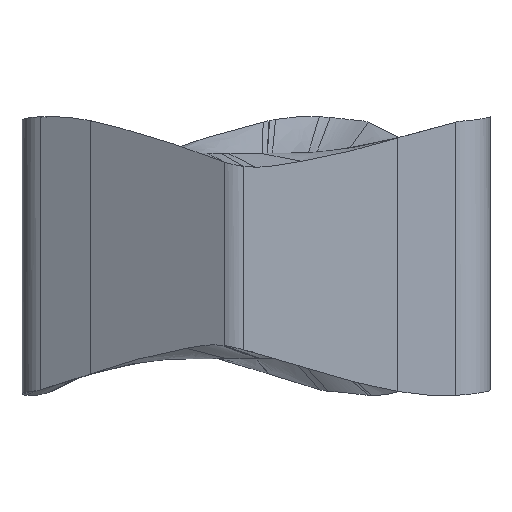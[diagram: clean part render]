
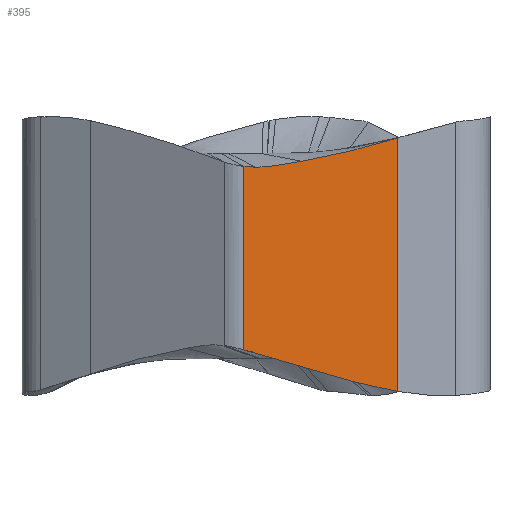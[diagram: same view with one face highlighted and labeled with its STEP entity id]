
A CAD part, left-side view. The second image highlights one B-rep face of the part: STEP entity #395.
In plain terms, the highlighted planar face has unit normal (-0.999, -0.046, 0).
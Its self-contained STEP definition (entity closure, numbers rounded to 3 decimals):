
#262=FACE_OUTER_BOUND('',#596,.T.);
#395=ADVANCED_FACE('',(#262),#427,.T.);
#427=PLANE('',#2553);
#596=EDGE_LOOP('',(#1438,#1439,#1440,#1441,#1442,#1443,#1444,#1445));
#726=LINE('',#8554,#854);
#727=LINE('',#8570,#855);
#854=VECTOR('',#2855,1.);
#855=VECTOR('',#2858,1.);
#1438=ORIENTED_EDGE('',*,*,#2040,.T.);
#1439=ORIENTED_EDGE('',*,*,#2041,.T.);
#1440=ORIENTED_EDGE('',*,*,#2039,.F.);
#1441=ORIENTED_EDGE('',*,*,#1927,.T.);
#1442=ORIENTED_EDGE('',*,*,#1925,.T.);
#1443=ORIENTED_EDGE('',*,*,#1923,.T.);
#1444=ORIENTED_EDGE('',*,*,#2042,.T.);
#1445=ORIENTED_EDGE('',*,*,#2043,.F.);
#1676=VERTEX_POINT('',#4896);
#1677=VERTEX_POINT('',#4947);
#1678=VERTEX_POINT('',#4990);
#1679=VERTEX_POINT('',#5110);
#1726=VERTEX_POINT('',#8515);
#1727=VERTEX_POINT('',#8561);
#1728=VERTEX_POINT('',#8562);
#1729=VERTEX_POINT('',#8571);
#1923=EDGE_CURVE('',#1677,#1676,#2296,.T.);
#1925=EDGE_CURVE('',#1678,#1677,#2297,.T.);
#1927=EDGE_CURVE('',#1679,#1678,#2298,.T.);
#2039=EDGE_CURVE('',#1679,#1726,#726,.T.);
#2040=EDGE_CURVE('',#1727,#1728,#2347,.T.);
#2041=EDGE_CURVE('',#1728,#1726,#2348,.T.);
#2042=EDGE_CURVE('',#1676,#1729,#727,.T.);
#2043=EDGE_CURVE('',#1727,#1729,#2349,.T.);
#2296=B_SPLINE_CURVE_WITH_KNOTS('',3,(#4942,#4943,#4944,#4945,#4946),
 .UNSPECIFIED.,.F.,.F.,(4,1,4),(0.,0.188,1.),.UNSPECIFIED.);
#2297=B_SPLINE_CURVE_WITH_KNOTS('',3,(#4977,#4978,#4979,#4980,#4981,#4982,
#4983,#4984,#4985,#4986,#4987,#4988,#4989),.UNSPECIFIED.,.F.,.F.,(4,1,1,
1,1,1,1,1,1,1,4),(0.,0.132,0.392,0.514,0.63,
0.686,0.74,0.794,0.846,0.947,
1.),.UNSPECIFIED.);
#2298=B_SPLINE_CURVE_WITH_KNOTS('',3,(#5100,#5101,#5102,#5103,#5104,#5105,
#5106,#5107,#5108,#5109),.UNSPECIFIED.,.F.,.F.,(4,1,1,1,1,1,1,4),(0.,0.117,
0.228,0.432,0.614,0.778,0.927,
1.),.UNSPECIFIED.);
#2347=B_SPLINE_CURVE_WITH_KNOTS('',3,(#8556,#8557,#8558,#8559,#8560),
 .UNSPECIFIED.,.F.,.F.,(4,1,4),(0.,0.639,1.),.UNSPECIFIED.);
#2348=B_SPLINE_CURVE_WITH_KNOTS('',3,(#8563,#8564,#8565,#8566,#8567,#8568,
#8569),.UNSPECIFIED.,.F.,.F.,(4,1,1,1,4),(0.,0.15,0.452,
0.733,1.),.UNSPECIFIED.);
#2349=B_SPLINE_CURVE_WITH_KNOTS('',3,(#8572,#8573,#8574,#8575,#8576,#8577,
#8578,#8579,#8580,#8581,#8582,#8583,#8584),.UNSPECIFIED.,.F.,.F.,(4,1,1,
1,1,1,1,1,1,1,4),(0.,0.096,0.26,0.411,0.55,
0.676,0.793,0.848,0.9,0.951,
1.),.UNSPECIFIED.);
#2553=AXIS2_PLACEMENT_3D('',#8585,#2859,#2860);
#2855=DIRECTION('',(0.,0.,-1.));
#2858=DIRECTION('',(0.,0.,-1.));
#2859=DIRECTION('',(-0.999,-0.046,0.));
#2860=DIRECTION('',(-0.046,0.999,0.));
#4896=CARTESIAN_POINT('',(-4.544,0.858,4.207));
#4942=CARTESIAN_POINT('',(-4.533,0.609,4.191));
#4943=CARTESIAN_POINT('',(-4.533,0.625,4.191));
#4944=CARTESIAN_POINT('',(-4.537,0.708,4.193));
#4945=CARTESIAN_POINT('',(-4.541,0.791,4.199));
#4946=CARTESIAN_POINT('',(-4.544,0.858,4.207));
#4947=CARTESIAN_POINT('',(-4.533,0.609,4.191));
#4977=CARTESIAN_POINT('',(-4.486,-0.402,4.319));
#4978=CARTESIAN_POINT('',(-4.488,-0.358,4.311));
#4979=CARTESIAN_POINT('',(-4.494,-0.226,4.288));
#4980=CARTESIAN_POINT('',(-4.502,-0.054,4.261));
#4981=CARTESIAN_POINT('',(-4.51,0.114,4.236));
#4982=CARTESIAN_POINT('',(-4.515,0.213,4.222));
#4983=CARTESIAN_POINT('',(-4.518,0.289,4.211));
#4984=CARTESIAN_POINT('',(-4.521,0.345,4.204));
#4985=CARTESIAN_POINT('',(-4.523,0.399,4.199));
#4986=CARTESIAN_POINT('',(-4.526,0.469,4.194));
#4987=CARTESIAN_POINT('',(-4.53,0.539,4.191));
#4988=CARTESIAN_POINT('',(-4.532,0.591,4.191));
#4989=CARTESIAN_POINT('',(-4.533,0.609,4.191));
#4990=CARTESIAN_POINT('',(-4.486,-0.402,4.319));
#5100=CARTESIAN_POINT('',(-4.39,-2.497,4.83));
#5101=CARTESIAN_POINT('',(-4.394,-2.417,4.805));
#5102=CARTESIAN_POINT('',(-4.401,-2.26,4.757));
#5103=CARTESIAN_POINT('',(-4.415,-1.961,4.671));
#5104=CARTESIAN_POINT('',(-4.43,-1.616,4.579));
#5105=CARTESIAN_POINT('',(-4.448,-1.231,4.486));
#5106=CARTESIAN_POINT('',(-4.464,-0.883,4.41));
#5107=CARTESIAN_POINT('',(-4.477,-0.611,4.357));
#5108=CARTESIAN_POINT('',(-4.484,-0.454,4.328));
#5109=CARTESIAN_POINT('',(-4.486,-0.402,4.319));
#5110=CARTESIAN_POINT('',(-4.39,-2.497,4.83));
#8515=CARTESIAN_POINT('',(-4.39,-2.497,-0.708));
#8554=CARTESIAN_POINT('',(-4.39,-2.497,4.83));
#8556=CARTESIAN_POINT('',(-4.437,-1.468,-0.479));
#8557=CARTESIAN_POINT('',(-4.434,-1.535,-0.495));
#8558=CARTESIAN_POINT('',(-4.429,-1.639,-0.52));
#8559=CARTESIAN_POINT('',(-4.425,-1.743,-0.544));
#8560=CARTESIAN_POINT('',(-4.423,-1.78,-0.553));
#8561=CARTESIAN_POINT('',(-4.437,-1.468,-0.479));
#8562=CARTESIAN_POINT('',(-4.423,-1.78,-0.553));
#8563=CARTESIAN_POINT('',(-4.423,-1.78,-0.553));
#8564=CARTESIAN_POINT('',(-4.421,-1.816,-0.561));
#8565=CARTESIAN_POINT('',(-4.416,-1.924,-0.586));
#8566=CARTESIAN_POINT('',(-4.408,-2.099,-0.625));
#8567=CARTESIAN_POINT('',(-4.399,-2.302,-0.669));
#8568=CARTESIAN_POINT('',(-4.393,-2.433,-0.696));
#8569=CARTESIAN_POINT('',(-4.39,-2.497,-0.708));
#8570=CARTESIAN_POINT('',(-4.544,0.858,4.207));
#8571=CARTESIAN_POINT('',(-4.544,0.858,0.197));
#8572=CARTESIAN_POINT('',(-4.437,-1.468,-0.479));
#8573=CARTESIAN_POINT('',(-4.441,-1.393,-0.461));
#8574=CARTESIAN_POINT('',(-4.45,-1.189,-0.41));
#8575=CARTESIAN_POINT('',(-4.465,-0.867,-0.327));
#8576=CARTESIAN_POINT('',(-4.481,-0.514,-0.23));
#8577=CARTESIAN_POINT('',(-4.496,-0.191,-0.136));
#8578=CARTESIAN_POINT('',(-4.51,0.104,-0.047));
#8579=CARTESIAN_POINT('',(-4.52,0.334,0.026));
#8580=CARTESIAN_POINT('',(-4.528,0.505,0.083));
#8581=CARTESIAN_POINT('',(-4.534,0.626,0.123));
#8582=CARTESIAN_POINT('',(-4.539,0.743,0.163));
#8583=CARTESIAN_POINT('',(-4.542,0.82,0.187));
#8584=CARTESIAN_POINT('',(-4.544,0.858,0.197));
#8585=CARTESIAN_POINT('',(-4.555,1.088,-2.259));
